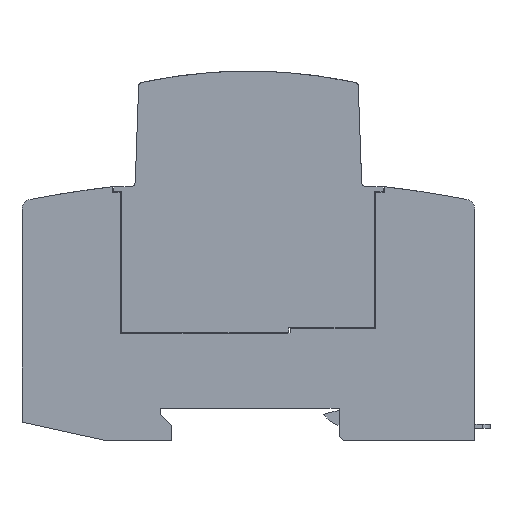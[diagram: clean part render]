
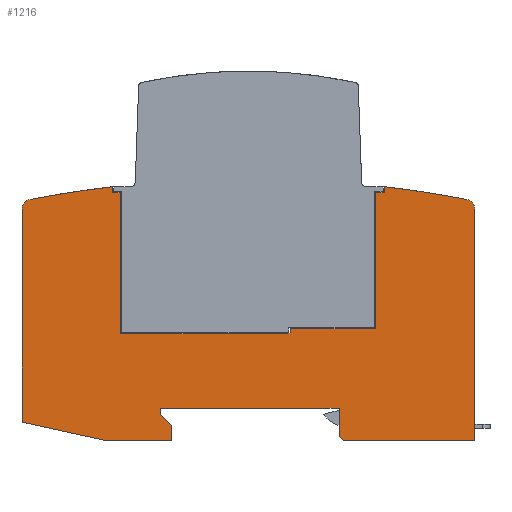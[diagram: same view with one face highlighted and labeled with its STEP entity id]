
A CAD part, left-side view. The second image highlights one B-rep face of the part: STEP entity #1216.
In plain terms, the highlighted planar face has unit normal (-1, 0, 0).
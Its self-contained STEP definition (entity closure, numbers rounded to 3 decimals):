
#1216=ADVANCED_FACE('',(#2478),#2479,.F.);
#2478=FACE_OUTER_BOUND('',#3753,.T.);
#2479=PLANE('',#3754);
#3753=EDGE_LOOP('',(#7464,#7465,#7466,#7467,#7468,#7469,#7470,#7471,#7472,#7473,#7474,#7475,#7476,#7477,#7478,#7479,#7480,#7481,#7482,#7483,#7484,#7485,#7486,#7487,#7488,#7489,#7490,#7491,#7492,#7493));
#3754=AXIS2_PLACEMENT_3D('',#7494,#7495,#7496);
#7464=ORIENTED_EDGE('',*,*,#9153,.T.);
#7465=ORIENTED_EDGE('',*,*,#9114,.T.);
#7466=ORIENTED_EDGE('',*,*,#9119,.T.);
#7467=ORIENTED_EDGE('',*,*,#9123,.T.);
#7468=ORIENTED_EDGE('',*,*,#9160,.T.);
#7469=ORIENTED_EDGE('',*,*,#9162,.T.);
#7470=ORIENTED_EDGE('',*,*,#9110,.T.);
#7471=ORIENTED_EDGE('',*,*,#9151,.T.);
#7472=ORIENTED_EDGE('',*,*,#9127,.T.);
#7473=ORIENTED_EDGE('',*,*,#9132,.T.);
#7474=ORIENTED_EDGE('',*,*,#9163,.F.);
#7475=ORIENTED_EDGE('',*,*,#9148,.T.);
#7476=ORIENTED_EDGE('',*,*,#9145,.T.);
#7477=ORIENTED_EDGE('',*,*,#8273,.F.);
#7478=ORIENTED_EDGE('',*,*,#9164,.F.);
#7479=ORIENTED_EDGE('',*,*,#8071,.F.);
#7480=ORIENTED_EDGE('',*,*,#9165,.T.);
#7481=ORIENTED_EDGE('',*,*,#9166,.F.);
#7482=ORIENTED_EDGE('',*,*,#9167,.F.);
#7483=ORIENTED_EDGE('',*,*,#9168,.T.);
#7484=ORIENTED_EDGE('',*,*,#9169,.T.);
#7485=ORIENTED_EDGE('',*,*,#9170,.T.);
#7486=ORIENTED_EDGE('',*,*,#7999,.T.);
#7487=ORIENTED_EDGE('',*,*,#9171,.F.);
#7488=ORIENTED_EDGE('',*,*,#9172,.T.);
#7489=ORIENTED_EDGE('',*,*,#9173,.F.);
#7490=ORIENTED_EDGE('',*,*,#9174,.F.);
#7491=ORIENTED_EDGE('',*,*,#9175,.F.);
#7492=ORIENTED_EDGE('',*,*,#9176,.F.);
#7493=ORIENTED_EDGE('',*,*,#9104,.T.);
#7494=CARTESIAN_POINT('',(-9.0,44.746,22.258));
#7495=DIRECTION('',(1.0,0.0,0.));
#7496=DIRECTION('',(0.,0.0,-1.0));
#7999=EDGE_CURVE('',#9711,#9709,#9712,.T.);
#8071=EDGE_CURVE('',#9817,#9819,#9820,.T.);
#8273=EDGE_CURVE('',#10105,#10107,#10108,.T.);
#9104=EDGE_CURVE('',#11329,#11327,#11330,.T.);
#9110=EDGE_CURVE('',#11339,#11337,#11340,.T.);
#9114=EDGE_CURVE('',#11345,#11346,#11347,.T.);
#9119=EDGE_CURVE('',#11346,#11354,#11355,.T.);
#9123=EDGE_CURVE('',#11354,#11360,#11361,.T.);
#9127=EDGE_CURVE('',#11366,#11367,#11368,.T.);
#9132=EDGE_CURVE('',#11367,#11375,#11376,.T.);
#9145=EDGE_CURVE('',#11393,#10107,#11394,.T.);
#9148=EDGE_CURVE('',#11397,#11393,#11398,.T.);
#9151=EDGE_CURVE('',#11337,#11366,#11401,.T.);
#9153=EDGE_CURVE('',#11327,#11345,#11403,.T.);
#9160=EDGE_CURVE('',#11360,#11410,#11412,.T.);
#9162=EDGE_CURVE('',#11410,#11339,#11414,.T.);
#9163=EDGE_CURVE('',#11397,#11375,#11415,.T.);
#9164=EDGE_CURVE('',#9819,#10105,#11416,.T.);
#9165=EDGE_CURVE('',#9817,#11417,#11418,.T.);
#9166=EDGE_CURVE('',#11419,#11417,#11420,.T.);
#9167=EDGE_CURVE('',#11421,#11419,#11422,.T.);
#9168=EDGE_CURVE('',#11421,#11423,#11424,.T.);
#9169=EDGE_CURVE('',#11423,#11425,#11426,.T.);
#9170=EDGE_CURVE('',#11425,#9711,#11427,.T.);
#9171=EDGE_CURVE('',#11428,#9709,#11429,.T.);
#9172=EDGE_CURVE('',#11428,#11430,#11431,.T.);
#9173=EDGE_CURVE('',#11432,#11430,#11433,.T.);
#9174=EDGE_CURVE('',#11434,#11432,#11435,.T.);
#9175=EDGE_CURVE('',#11436,#11434,#11437,.T.);
#9176=EDGE_CURVE('',#11329,#11436,#11438,.T.);
#9709=VERTEX_POINT('',#12613);
#9711=VERTEX_POINT('',#12616);
#9712=LINE('',#12617,#12618);
#9817=VERTEX_POINT('',#12761);
#9819=VERTEX_POINT('',#12764);
#9820=LINE('',#12765,#12766);
#10105=VERTEX_POINT('',#13255);
#10107=VERTEX_POINT('',#13258);
#10108=CIRCLE('',#13259,230.);
#11327=VERTEX_POINT('',#15235);
#11329=VERTEX_POINT('',#15238);
#11330=LINE('',#15239,#15240);
#11337=VERTEX_POINT('',#15250);
#11339=VERTEX_POINT('',#15253);
#11340=LINE('',#15254,#15255);
#11345=VERTEX_POINT('',#15262);
#11346=VERTEX_POINT('',#15263);
#11347=LINE('',#15264,#15265);
#11354=VERTEX_POINT('',#15275);
#11355=LINE('',#15276,#15277);
#11360=VERTEX_POINT('',#15284);
#11361=LINE('',#15285,#15286);
#11366=VERTEX_POINT('',#15293);
#11367=VERTEX_POINT('',#15294);
#11368=LINE('',#15295,#15296);
#11375=VERTEX_POINT('',#15306);
#11376=LINE('',#15307,#15308);
#11393=VERTEX_POINT('',#15334);
#11394=LINE('',#15335,#15336);
#11397=VERTEX_POINT('',#15340);
#11398=LINE('',#15341,#15342);
#11401=LINE('',#15346,#15347);
#11403=LINE('',#15349,#15350);
#11410=VERTEX_POINT('',#15360);
#11412=LINE('',#15363,#15364);
#11414=LINE('',#15366,#15367);
#11415=LINE('',#15368,#15369);
#11416=CIRCLE('',#15370,2.);
#11417=VERTEX_POINT('',#15371);
#11418=LINE('',#15372,#15373);
#11419=VERTEX_POINT('',#15374);
#11420=LINE('',#15375,#15376);
#11421=VERTEX_POINT('',#15377);
#11422=LINE('',#15378,#15379);
#11423=VERTEX_POINT('',#15380);
#11424=LINE('',#15381,#15382);
#11425=VERTEX_POINT('',#15383);
#11426=LINE('',#15384,#15385);
#11427=LINE('',#15386,#15387);
#11428=VERTEX_POINT('',#15388);
#11429=LINE('',#15389,#15390);
#11430=VERTEX_POINT('',#15391);
#11431=LINE('',#15392,#15393);
#11432=VERTEX_POINT('',#15394);
#11433=LINE('',#15395,#15396);
#11434=VERTEX_POINT('',#15397);
#11435=CIRCLE('',#15398,2.);
#11436=VERTEX_POINT('',#15399);
#11437=CIRCLE('',#15400,230.);
#11438=LINE('',#15401,#15402);
#12613=CARTESIAN_POINT('',(-9.0,27.0,0.8));
#12616=CARTESIAN_POINT('',(-9.0,27.0,6.5));
#12617=CARTESIAN_POINT('',(-9.0,27.0,6.5));
#12618=VECTOR('',#15785,1.0);
#12761=CARTESIAN_POINT('',(-9.0,90.,3.719));
#12764=CARTESIAN_POINT('',(-9.0,90.0,46.028));
#12765=CARTESIAN_POINT('',(-9.0,90.,3.719));
#12766=VECTOR('',#15861,1.0);
#13255=CARTESIAN_POINT('',(-9.0,88.377,47.993));
#13258=CARTESIAN_POINT('',(-9.0,72.009,50.529));
#13259=AXIS2_PLACEMENT_3D('',#16069,#16070,#16071);
#15235=CARTESIAN_POINT('',(-9.0,18.012,49.53));
#15238=CARTESIAN_POINT('',(-9.0,18.0,49.53));
#15239=CARTESIAN_POINT('',(-9.0,18.0,49.53));
#15240=VECTOR('',#16948,1.0);
#15250=CARTESIAN_POINT('',(-9.0,37.017,21.5));
#15253=CARTESIAN_POINT('',(-9.0,36.7,21.5));
#15254=CARTESIAN_POINT('',(-9.0,36.7,21.5));
#15255=VECTOR('',#16953,1.0);
#15262=CARTESIAN_POINT('',(-9.0,18.012,49.33));
#15263=CARTESIAN_POINT('',(-9.0,19.8,49.33));
#15264=CARTESIAN_POINT('',(-9.0,31.826,49.33));
#15265=VECTOR('',#16956,1.0);
#15275=CARTESIAN_POINT('',(-9.0,19.8,22.3));
#15276=CARTESIAN_POINT('',(-9.0,19.8,29.037));
#15277=VECTOR('',#16960,1.0);
#15284=CARTESIAN_POINT('',(-9.0,36.6,22.3));
#15285=CARTESIAN_POINT('',(-9.0,36.523,22.3));
#15286=VECTOR('',#16963,1.0);
#15293=CARTESIAN_POINT('',(-9.0,37.217,21.3));
#15294=CARTESIAN_POINT('',(-9.0,70.4,21.3));
#15295=CARTESIAN_POINT('',(-9.0,49.277,21.3));
#15296=VECTOR('',#16966,1.0);
#15306=CARTESIAN_POINT('',(-9.0,70.4,49.23));
#15307=CARTESIAN_POINT('',(-9.0,70.4,28.787));
#15308=VECTOR('',#16970,1.0);
#15334=CARTESIAN_POINT('',(-9.0,72.009,49.33));
#15335=CARTESIAN_POINT('',(-9.0,72.009,36.087));
#15336=VECTOR('',#16980,1.0);
#15340=CARTESIAN_POINT('',(-9.0,70.5,49.33));
#15341=CARTESIAN_POINT('',(-9.0,57.975,49.33));
#15342=VECTOR('',#16982,1.0);
#15346=CARTESIAN_POINT('',(-9.0,38.755,19.762));
#15347=VECTOR('',#16984,1.0);
#15349=CARTESIAN_POINT('',(-9.0,18.012,38.333));
#15350=VECTOR('',#16985,1.0);
#15360=CARTESIAN_POINT('',(-9.0,36.7,22.2));
#15363=CARTESIAN_POINT('',(-9.0,36.4,22.5));
#15364=VECTOR('',#16990,1.0);
#15366=CARTESIAN_POINT('',(-9.0,36.7,22.2));
#15367=VECTOR('',#16991,1.0);
#15368=CARTESIAN_POINT('',(-9.0,70.7,49.53));
#15369=VECTOR('',#16992,1.0);
#15370=AXIS2_PLACEMENT_3D('',#16993,#16994,#16995);
#15371=CARTESIAN_POINT('',(-9.0,73.0,0.));
#15372=CARTESIAN_POINT('',(-9.0,90.,3.719));
#15373=VECTOR('',#16996,1.0);
#15374=CARTESIAN_POINT('',(-9.0,60.2,0.));
#15375=CARTESIAN_POINT('',(-9.0,60.2,0.));
#15376=VECTOR('',#16997,1.0);
#15377=CARTESIAN_POINT('',(-9.0,60.2,3.));
#15378=CARTESIAN_POINT('',(-9.0,60.2,3.));
#15379=VECTOR('',#16998,1.0);
#15380=CARTESIAN_POINT('',(-9.0,62.5,5.3));
#15381=CARTESIAN_POINT('',(-9.0,60.2,3.));
#15382=VECTOR('',#16999,1.0);
#15383=CARTESIAN_POINT('',(-9.0,62.5,6.5));
#15384=CARTESIAN_POINT('',(-9.0,62.5,5.3));
#15385=VECTOR('',#17000,1.0);
#15386=CARTESIAN_POINT('',(-9.0,62.5,6.5));
#15387=VECTOR('',#17001,1.0);
#15388=CARTESIAN_POINT('',(-9.0,26.2,0.));
#15389=CARTESIAN_POINT('',(-9.0,26.2,0.));
#15390=VECTOR('',#17002,1.0);
#15391=CARTESIAN_POINT('',(-9.0,0.0,0.));
#15392=CARTESIAN_POINT('',(-9.0,26.2,0.));
#15393=VECTOR('',#17003,1.0);
#15394=CARTESIAN_POINT('',(-9.0,0.,46.028));
#15395=CARTESIAN_POINT('',(-9.0,0.0,46.028));
#15396=VECTOR('',#17004,1.0);
#15397=CARTESIAN_POINT('',(-9.0,1.623,47.993));
#15398=AXIS2_PLACEMENT_3D('',#17005,#17006,#17007);
#15399=CARTESIAN_POINT('',(-9.0,18.0,50.53));
#15400=AXIS2_PLACEMENT_3D('',#17008,#17009,#17010);
#15401=CARTESIAN_POINT('',(-9.0,18.0,49.53));
#15402=VECTOR('',#17011,1.0);
#15785=DIRECTION('',(0.,0.0,-1.0));
#15861=DIRECTION('',(0.,0.,1.0));
#16069=CARTESIAN_POINT('',(-9.,45.,-177.88));
#16070=DIRECTION('',(1.0,0.0,0.));
#16071=DIRECTION('',(0.,0.0,-1.0));
#16948=DIRECTION('',(0.0,1.0,0.0));
#16953=DIRECTION('',(0.0,1.0,0.0));
#16956=DIRECTION('',(0.0,1.0,0.0));
#16960=DIRECTION('',(0.,0.0,-1.0));
#16963=DIRECTION('',(0.0,1.0,0.0));
#16966=DIRECTION('',(0.0,1.0,0.0));
#16970=DIRECTION('',(0.,0.0,1.0));
#16980=DIRECTION('',(0.,0.0,1.0));
#16982=DIRECTION('',(0.0,1.0,0.0));
#16984=DIRECTION('',(0.,0.707,-0.707));
#16985=DIRECTION('',(0.,0.0,-1.0));
#16990=DIRECTION('',(0.,0.707,-0.707));
#16991=DIRECTION('',(0.,0.0,-1.0));
#16992=DIRECTION('',(0.,-0.707,-0.707));
#16993=CARTESIAN_POINT('',(-9.0,88.,46.028));
#16994=DIRECTION('',(1.0,0.0,0.));
#16995=DIRECTION('',(0.,0.0,-1.0));
#16996=DIRECTION('',(0.,-0.977,-0.214));
#16997=DIRECTION('',(0.0,1.0,0.0));
#16998=DIRECTION('',(0.,0.,-1.0));
#16999=DIRECTION('',(0.,0.707,0.707));
#17000=DIRECTION('',(0.,0.,1.0));
#17001=DIRECTION('',(0.0,-1.0,0.0));
#17002=DIRECTION('',(0.,0.707,0.707));
#17003=DIRECTION('',(0.0,-1.0,0.0));
#17004=DIRECTION('',(0.,0.0,-1.0));
#17005=CARTESIAN_POINT('',(-9.0,2.,46.028));
#17006=DIRECTION('',(1.0,0.0,0.));
#17007=DIRECTION('',(0.,0.0,-1.0));
#17008=CARTESIAN_POINT('',(-9.,45.,-177.88));
#17009=DIRECTION('',(1.0,0.0,0.));
#17010=DIRECTION('',(0.,0.0,-1.0));
#17011=DIRECTION('',(0.,0.0,1.0));
